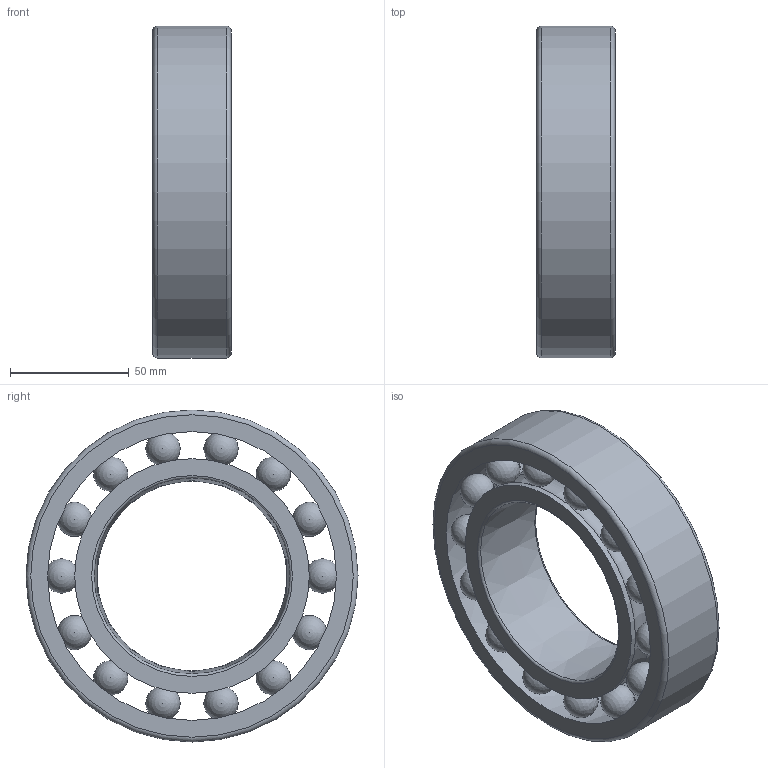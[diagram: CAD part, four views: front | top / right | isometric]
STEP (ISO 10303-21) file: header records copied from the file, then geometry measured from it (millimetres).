
FILE_DESCRIPTION(/* description */ ('STEP AP214'),/* implementation_level */ '2;1');
FILE_NAME(/* name */ '2216SK',/* time_stamp */ '2024-10-10T10:26:02+02:00',/* author */ ('License CC BY-ND 4.0'),/* organization */ ('CADENAS'),/* preprocessor_version */ 'ST-DEVELOPER v19.3',/* originating_system */ 'PARTsolutions',/* authorisation */ ' ');
FILE_SCHEMA (('AUTOMOTIVE_DESIGN {1 0 10303 214 3 1 1}'));
Length unit declared in the file: millimetre
Products named in the file (4): 2216SK; 2216SK Inner ring; 2216SK Outer ring; 2216SK Ball
Assembly tree (30 placements, depth 2):
  2216SK
    2216SK Inner ring
    2216SK Outer ring
    2216SK Ball  x28
Bounding box: 33 x 140 x 140 mm (x, y, z)
Volume: 224181.4 mm3; surface area: 76709.4 mm2
Topology: 30 solids, 30 shells, 44 faces, 112 edges, 72 vertices
Faces by surface type: sphere 29, torus 6, plane 4, cylinder 4, cone 1
Full cylindrical faces by diameter (mm): 98.96 x3, 140 x1
Entity records: 663 total; most frequent: DIRECTION 128, CARTESIAN_POINT 81, AXIS2_PLACEMENT_3D 64, PRODUCT_DEFINITION_SHAPE 34, FACE_BOUND 33, ORIENTED_EDGE 32, EDGE_LOOP 32, CONTEXT_DEPENDENT_SHAPE_REPRESENTATION 30
